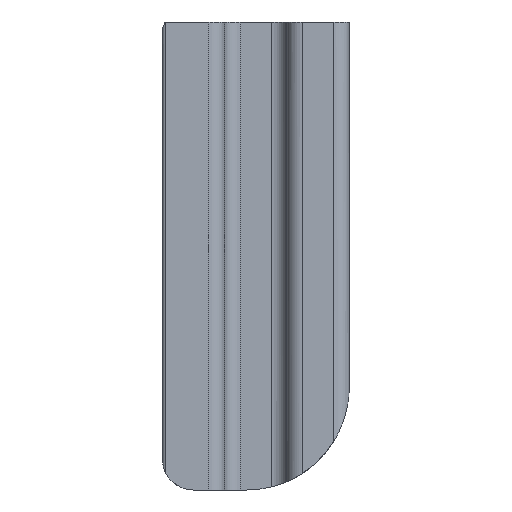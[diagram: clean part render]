
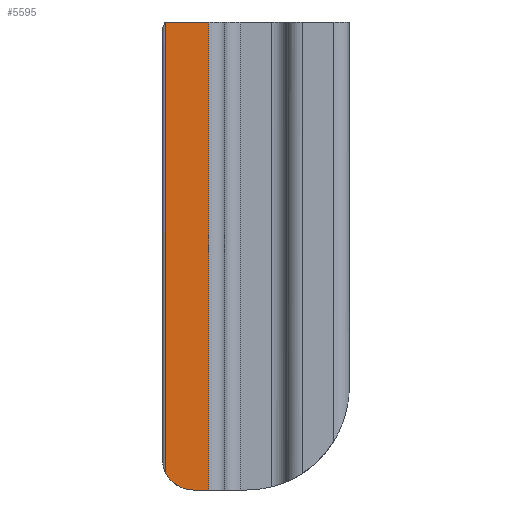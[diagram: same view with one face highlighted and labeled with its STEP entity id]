
A CAD part, left-side view. The second image highlights one B-rep face of the part: STEP entity #5595.
In plain terms, the highlighted planar face has unit normal (-1, 0, 0).
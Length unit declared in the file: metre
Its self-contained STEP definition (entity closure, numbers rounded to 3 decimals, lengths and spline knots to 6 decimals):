
#59=PLANE('',#6095);
#220=B_SPLINE_CURVE_WITH_KNOTS('',3,(#9054,#9055,#9056,#9057,#9058,#9059),
 .UNSPECIFIED.,.F.,.F.,(4,1,1,4),(0.,0.002713,0.005427,
0.010854),.UNSPECIFIED.);
#401=LINE('',#8869,#924);
#417=LINE('',#8947,#940);
#439=LINE('',#9052,#962);
#440=LINE('',#9060,#963);
#924=VECTOR('',#6953,1.);
#940=VECTOR('',#7019,1.);
#962=VECTOR('',#7109,1.);
#963=VECTOR('',#7110,1.);
#1715=ORIENTED_EDGE('',*,*,#3443,.T.);
#1716=ORIENTED_EDGE('',*,*,#3444,.T.);
#1717=ORIENTED_EDGE('',*,*,#3355,.F.);
#1718=ORIENTED_EDGE('',*,*,#3445,.T.);
#1719=ORIENTED_EDGE('',*,*,#3392,.T.);
#3355=EDGE_CURVE('',#4215,#4216,#401,.T.);
#3392=EDGE_CURVE('',#4252,#4251,#417,.T.);
#3443=EDGE_CURVE('',#4251,#4295,#439,.F.);
#3444=EDGE_CURVE('',#4295,#4216,#220,.T.);
#3445=EDGE_CURVE('',#4215,#4252,#440,.F.);
#4215=VERTEX_POINT('',#8870);
#4216=VERTEX_POINT('',#8871);
#4251=VERTEX_POINT('',#8946);
#4252=VERTEX_POINT('',#8948);
#4295=VERTEX_POINT('',#9053);
#4865=EDGE_LOOP('',(#1715,#1716,#1717,#1718,#1719));
#5180=FACE_BOUND('',#4865,.T.);
#5595=ADVANCED_FACE('',(#5180),#59,.T.);
#6095=AXIS2_PLACEMENT_3D('',#9051,#7107,#7108);
#6953=DIRECTION('',(0.,1.,0.));
#7019=DIRECTION('',(0.,1.,0.));
#7107=DIRECTION('',(-1.,0.,0.));
#7108=DIRECTION('',(0.,0.,1.));
#7109=DIRECTION('',(0.,0.,1.));
#7110=DIRECTION('',(0.,0.,-1.));
#8869=CARTESIAN_POINT('',(-0.035,0.05,0.));
#8870=CARTESIAN_POINT('',(-0.035,0.045,0.));
#8871=CARTESIAN_POINT('',(-0.035,0.04981,0.));
#8946=CARTESIAN_POINT('',(-0.035,0.058782,0.15));
#8947=CARTESIAN_POINT('',(-0.035,0.05,0.15));
#8948=CARTESIAN_POINT('',(-0.035,0.045,0.15));
#9051=CARTESIAN_POINT('',(-0.035,0.05,0.15));
#9052=CARTESIAN_POINT('',(-0.035,0.058782,0.));
#9053=CARTESIAN_POINT('',(-0.035,0.058782,0.005262));
#9054=CARTESIAN_POINT('',(-0.035,0.058782,0.005262));
#9055=CARTESIAN_POINT('',(-0.035,0.058341,0.004457));
#9056=CARTESIAN_POINT('',(-0.035,0.057257,0.003));
#9057=CARTESIAN_POINT('',(-0.035,0.054354,0.000734));
#9058=CARTESIAN_POINT('',(-0.035,0.051644,0.));
#9059=CARTESIAN_POINT('',(-0.035,0.04981,0.));
#9060=CARTESIAN_POINT('',(-0.035,0.045,0.15));
